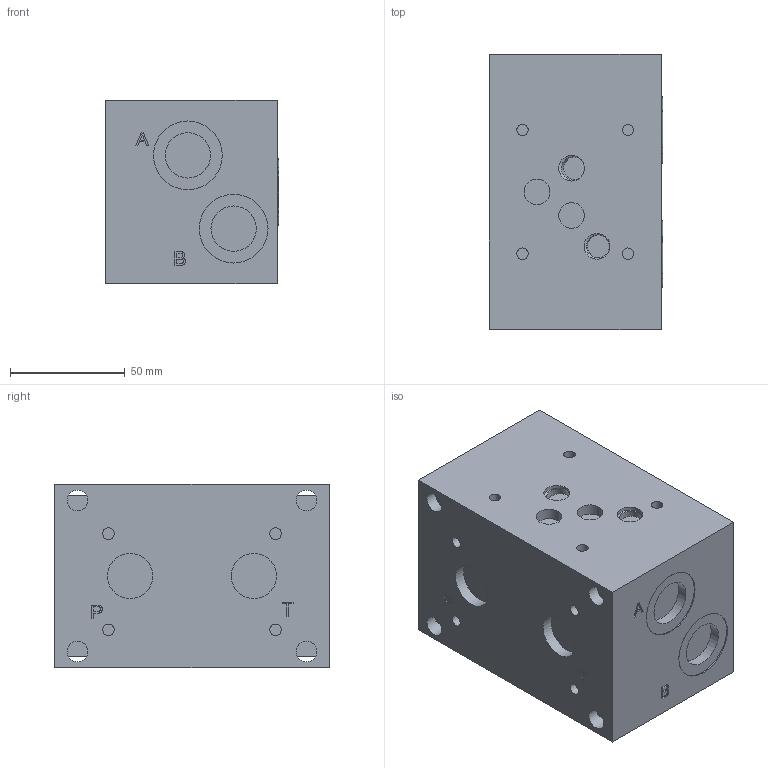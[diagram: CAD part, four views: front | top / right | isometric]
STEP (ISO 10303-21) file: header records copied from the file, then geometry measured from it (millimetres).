
FILE_DESCRIPTION(/* description */ ('Unknown'),/* implementation_level */ '2;1');
FILE_NAME(/* name */ 'E_610-25 CUSTOMER',/* time_stamp */ '2020-05-28T14:07:52+02:00',/* author */ ('Unknown'),/* organization */ ('Unknown'),/* preprocessor_version */ 'ST-DEVELOPER v16.7',/* originating_system */ 'DEX',/* authorisation */ $);
FILE_SCHEMA (('AUTOMOTIVE_DESIGN {1 0 10303 214 3 1 1}'));
Length unit declared in the file: millimetre
Products named in the file (3): E_610-25 CUSTOMER; 4_9250100030 CUSTOMER; OR_3100
Assembly tree (3 placements, depth 2):
  E_610-25 CUSTOMER
    4_9250100030 CUSTOMER
    OR_3100  x2
Bounding box: 75.62 x 120 x 80 mm (x, y, z)
Volume: 699863.2 mm3; surface area: 61074.3 mm2
Topology: 3 solids, 5 shells, 189 faces, 471 edges, 320 vertices
Faces by surface type: plane 120, bspline 33, cylinder 32, cone 2, torus 2
Full cylindrical faces by diameter (mm): 5 x8, 9 x4, 10 x2, 11.2 x4, 12.301 x1, 14.782 x2, 19.793 x6, 22 x1, 30 x4
Entity records: 6995 total; most frequent: CARTESIAN_POINT 1699, ORIENTED_EDGE 790, DIRECTION 683, EDGE_CURVE 396, VERTEX_POINT 285, FACE_BOUND 267, EDGE_LOOP 266, LINE 231
